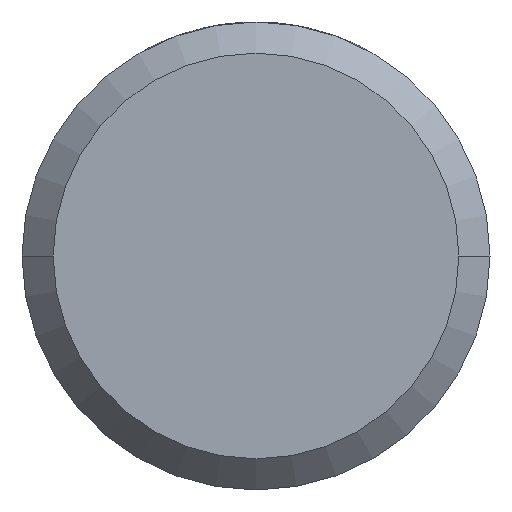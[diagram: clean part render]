
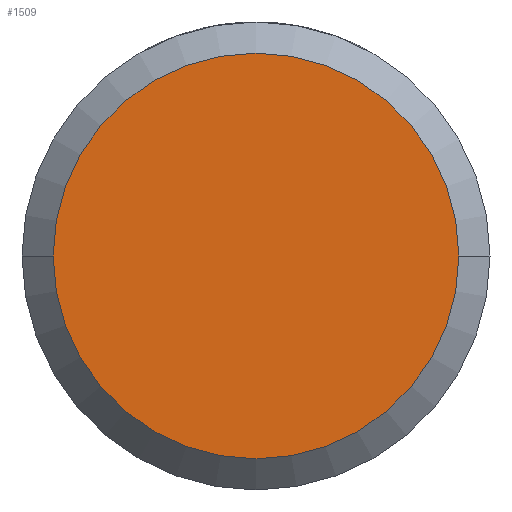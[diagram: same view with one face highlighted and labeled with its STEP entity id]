
A CAD part, front view. The second image highlights one B-rep face of the part: STEP entity #1509.
In plain terms, the highlighted planar face has unit normal (0, -1, 0).
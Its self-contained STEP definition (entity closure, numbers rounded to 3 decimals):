
#19 = CARTESIAN_POINT ( 'NONE',  ( 0., -40., 0. ) ) ;
#187 = EDGE_CURVE ( 'Defeature ausgef�hrt3_4+Defeature ausgef�hrt3_8+Defeature ausgef�hrt3_8+Defeature ausgef�hrt3_8', #1445, #1138, #1721, .T. ) ;
#273 = DIRECTION ( 'NONE',  ( 1., 0., 0. ) ) ;
#499 = ORIENTED_EDGE ( 'NONE', *, *, #187, .T. ) ;
#726 = CARTESIAN_POINT ( 'NONE',  ( -1.3, -40., 0. ) ) ;
#748 = DIRECTION ( 'NONE',  ( 0., -1., 0. ) ) ;
#804 = CARTESIAN_POINT ( 'NONE',  ( 1.3, -40., 0. ) ) ;
#939 = ORIENTED_EDGE ( 'NONE', *, *, #1976, .T. ) ;
#951 = CARTESIAN_POINT ( 'NONE',  ( 0., -40., 0. ) ) ;
#1042 = CIRCLE ( 'NONE', #1376, 1.3 ) ;
#1138 = VERTEX_POINT ( 'NONE', #726 ) ;
#1233 = DIRECTION ( 'NONE',  ( 0., -1., 0. ) ) ;
#1280 = FACE_OUTER_BOUND ( 'NONE', #2125, .T. ) ;
#1351 = DIRECTION ( 'NONE',  ( 1., 0., 0. ) ) ;
#1376 = AXIS2_PLACEMENT_3D ( 'NONE', #19, #748, #273 ) ;
#1445 = VERTEX_POINT ( 'NONE', #804 ) ;
#1465 = AXIS2_PLACEMENT_3D ( 'NONE', #2513, #1559, #1351 ) ;
#1509 = ADVANCED_FACE ( 'Defeature ausgef�hrt3_4', ( #1280 ), #3050, .F. ) ;
#1559 = DIRECTION ( 'NONE',  ( 0., 1., 0. ) ) ;
#1721 = CIRCLE ( 'NONE', #2675, 1.3 ) ;
#1976 = EDGE_CURVE ( 'Defeature ausgef�hrt3_4+Defeature ausgef�hrt3_8+Defeature ausgef�hrt3_8+Defeature ausgef�hrt3_8', #1138, #1445, #1042, .T. ) ;
#2125 = EDGE_LOOP ( 'NONE', ( #499, #939 ) ) ;
#2513 = CARTESIAN_POINT ( 'NONE',  ( 0., -40., -1.5 ) ) ;
#2675 = AXIS2_PLACEMENT_3D ( 'NONE', #951, #1233, #2920 ) ;
#2920 = DIRECTION ( 'NONE',  ( 1., 0., 0. ) ) ;
#3050 = PLANE ( 'NONE',  #1465 ) ;
